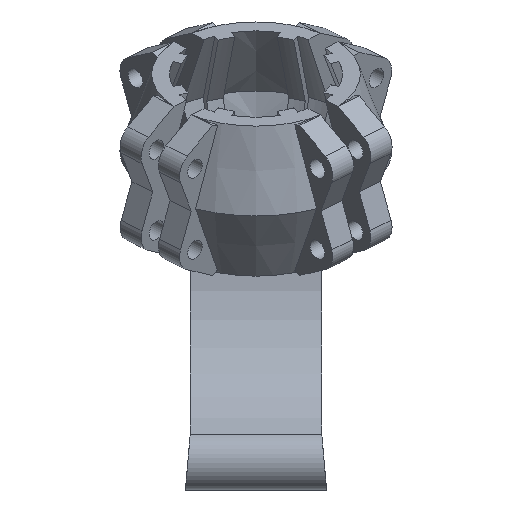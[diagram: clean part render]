
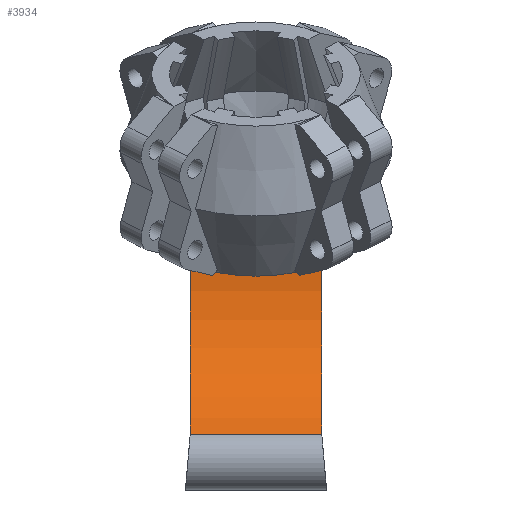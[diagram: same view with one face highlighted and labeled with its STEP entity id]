
A CAD part, top view. The second image highlights one B-rep face of the part: STEP entity #3934.
In plain terms, the highlighted cylindrical face has radius 30 mm (diameter 60 mm), a partial arc.
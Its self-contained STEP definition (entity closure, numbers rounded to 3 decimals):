
#107=CYLINDRICAL_SURFACE('',#4179,30.);
#161=ELLIPSE('',#4178,33.228,30.);
#162=ELLIPSE('',#4181,33.228,30.);
#191=FACE_OUTER_BOUND('',#409,.T.);
#409=EDGE_LOOP('',(#2602,#2603,#2604,#2605,#2606,#2607,#2608,#2609));
#665=CIRCLE('',#4176,30.);
#666=CIRCLE('',#4180,30.);
#952=LINE('',#5773,#1255);
#953=LINE('',#5779,#1256);
#954=LINE('',#5781,#1257);
#955=LINE('',#5782,#1258);
#1255=VECTOR('',#4608,10.);
#1256=VECTOR('',#4613,10.);
#1257=VECTOR('',#4614,10.);
#1258=VECTOR('',#4615,10.);
#1540=VERTEX_POINT('',#5659);
#1566=VERTEX_POINT('',#5748);
#1567=VERTEX_POINT('',#5752);
#1570=VERTEX_POINT('',#5772);
#1571=VERTEX_POINT('',#5774);
#1572=VERTEX_POINT('',#5776);
#1573=VERTEX_POINT('',#5778);
#1574=VERTEX_POINT('',#5780);
#1976=EDGE_CURVE('',#1566,#1540,#665,.T.);
#1977=EDGE_CURVE('',#1567,#1540,#161,.T.);
#1981=EDGE_CURVE('',#1566,#1570,#952,.T.);
#1982=EDGE_CURVE('',#1571,#1570,#666,.T.);
#1983=EDGE_CURVE('',#1572,#1571,#162,.T.);
#1984=EDGE_CURVE('',#1573,#1572,#953,.T.);
#1985=EDGE_CURVE('',#1574,#1573,#954,.T.);
#1986=EDGE_CURVE('',#1567,#1574,#955,.T.);
#2602=ORIENTED_EDGE('',*,*,#1977,.T.);
#2603=ORIENTED_EDGE('',*,*,#1976,.F.);
#2604=ORIENTED_EDGE('',*,*,#1981,.T.);
#2605=ORIENTED_EDGE('',*,*,#1982,.F.);
#2606=ORIENTED_EDGE('',*,*,#1983,.F.);
#2607=ORIENTED_EDGE('',*,*,#1984,.F.);
#2608=ORIENTED_EDGE('',*,*,#1985,.F.);
#2609=ORIENTED_EDGE('',*,*,#1986,.F.);
#3934=ADVANCED_FACE('',(#191),#107,.F.);
#4176=AXIS2_PLACEMENT_3D('',#5750,#4599,#4600);
#4178=AXIS2_PLACEMENT_3D('',#5753,#4603,#4604);
#4179=AXIS2_PLACEMENT_3D('',#5771,#4606,#4607);
#4180=AXIS2_PLACEMENT_3D('',#5775,#4609,#4610);
#4181=AXIS2_PLACEMENT_3D('',#5777,#4611,#4612);
#4599=DIRECTION('center_axis',(1.,0.,0.));
#4600=DIRECTION('ref_axis',(0.,1.,0.));
#4603=DIRECTION('center_axis',(-0.903,0.079,0.423));
#4604=DIRECTION('ref_axis',(0.43,0.166,0.887));
#4606=DIRECTION('center_axis',(1.,0.,0.));
#4607=DIRECTION('ref_axis',(0.,1.,0.));
#4608=DIRECTION('',(1.,0.,0.));
#4609=DIRECTION('center_axis',(-1.,0.,0.));
#4610=DIRECTION('ref_axis',(0.,1.,0.));
#4611=DIRECTION('center_axis',(-0.903,-0.079,-0.423));
#4612=DIRECTION('ref_axis',(-0.43,0.166,0.887));
#4613=DIRECTION('',(1.,0.,0.));
#4614=DIRECTION('',(1.,0.,0.));
#4615=DIRECTION('',(1.,0.,0.));
#5659=CARTESIAN_POINT('',(-11.022,20.246,-25.714));
#5748=CARTESIAN_POINT('',(-11.022,-29.491,-22.394));
#5750=CARTESIAN_POINT('Origin',(-11.022,-3.51,-7.394));
#5752=CARTESIAN_POINT('',(-7.706,24.011,-19.333));
#5753=CARTESIAN_POINT('Origin',(-4.525,-3.51,-7.394));
#5771=CARTESIAN_POINT('Origin',(0.,-3.51,-7.394));
#5772=CARTESIAN_POINT('',(11.022,-29.491,-22.394));
#5773=CARTESIAN_POINT('',(0.,-29.491,-22.394));
#5774=CARTESIAN_POINT('',(11.022,20.246,-25.714));
#5775=CARTESIAN_POINT('Origin',(11.022,-3.51,-7.394));
#5776=CARTESIAN_POINT('',(7.706,24.011,-19.333));
#5777=CARTESIAN_POINT('Origin',(4.525,-3.51,-7.394));
#5778=CARTESIAN_POINT('',(6.341,24.011,-19.333));
#5779=CARTESIAN_POINT('',(0.,24.011,-19.333));
#5780=CARTESIAN_POINT('',(-6.341,24.011,-19.333));
#5781=CARTESIAN_POINT('',(0.,24.011,-19.333));
#5782=CARTESIAN_POINT('',(0.,24.011,-19.333));
